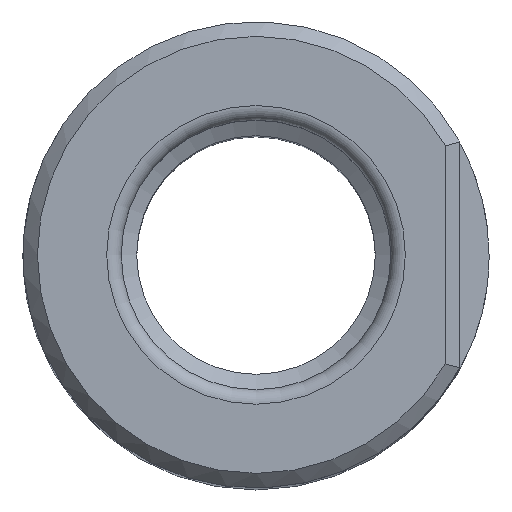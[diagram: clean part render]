
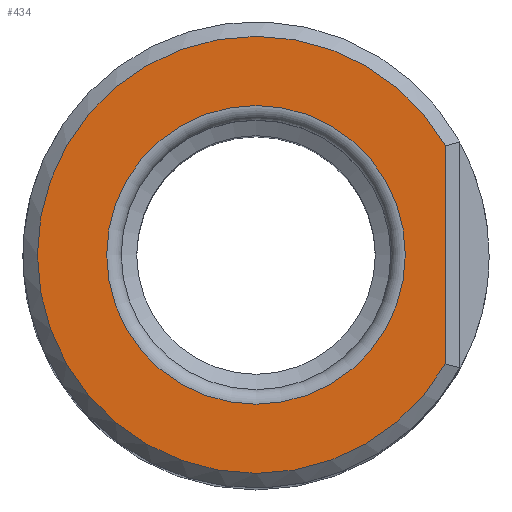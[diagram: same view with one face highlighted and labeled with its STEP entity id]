
A CAD part, top view. The second image highlights one B-rep face of the part: STEP entity #434.
In plain terms, the highlighted planar face has unit normal (0, 0, 1).
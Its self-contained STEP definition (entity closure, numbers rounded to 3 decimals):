
#20=PLANE('',#468);
#48=LINE('',#652,#55);
#55=VECTOR('',#532,1000.);
#83=ORIENTED_EDGE('',*,*,#146,.F.);
#84=ORIENTED_EDGE('',*,*,#143,.T.);
#85=ORIENTED_EDGE('',*,*,#147,.T.);
#143=EDGE_CURVE('',#173,#174,#192,.T.);
#146=EDGE_CURVE('',#175,#175,#193,.T.);
#147=EDGE_CURVE('',#174,#173,#48,.T.);
#173=VERTEX_POINT('',#639);
#174=VERTEX_POINT('',#640);
#175=VERTEX_POINT('',#651);
#192=CIRCLE('',#467,15.);
#193=CIRCLE('',#469,10.25);
#211=EDGE_LOOP('',(#83));
#212=EDGE_LOOP('',(#84,#85));
#245=FACE_BOUND('',#211,.T.);
#246=FACE_BOUND('',#212,.T.);
#434=ADVANCED_FACE('',(#245,#246),#20,.T.);
#467=AXIS2_PLACEMENT_3D('',#638,#526,#527);
#468=AXIS2_PLACEMENT_3D('',#649,#528,#529);
#469=AXIS2_PLACEMENT_3D('',#650,#530,#531);
#526=DIRECTION('',(0.,0.,1.));
#527=DIRECTION('',(1.,0.,0.));
#528=DIRECTION('',(0.,0.,1.));
#529=DIRECTION('',(1.,0.,0.));
#530=DIRECTION('',(0.,0.,1.));
#531=DIRECTION('',(1.,0.,0.));
#532=DIRECTION('',(0.,1.,0.));
#638=CARTESIAN_POINT('',(0.,0.,92.));
#639=CARTESIAN_POINT('',(13.,7.483,92.));
#640=CARTESIAN_POINT('',(13.,-7.483,92.));
#649=CARTESIAN_POINT('',(0.,0.,92.));
#650=CARTESIAN_POINT('',(0.,0.,92.));
#651=CARTESIAN_POINT('',(10.25,0.,92.));
#652=CARTESIAN_POINT('',(13.,0.,92.));
